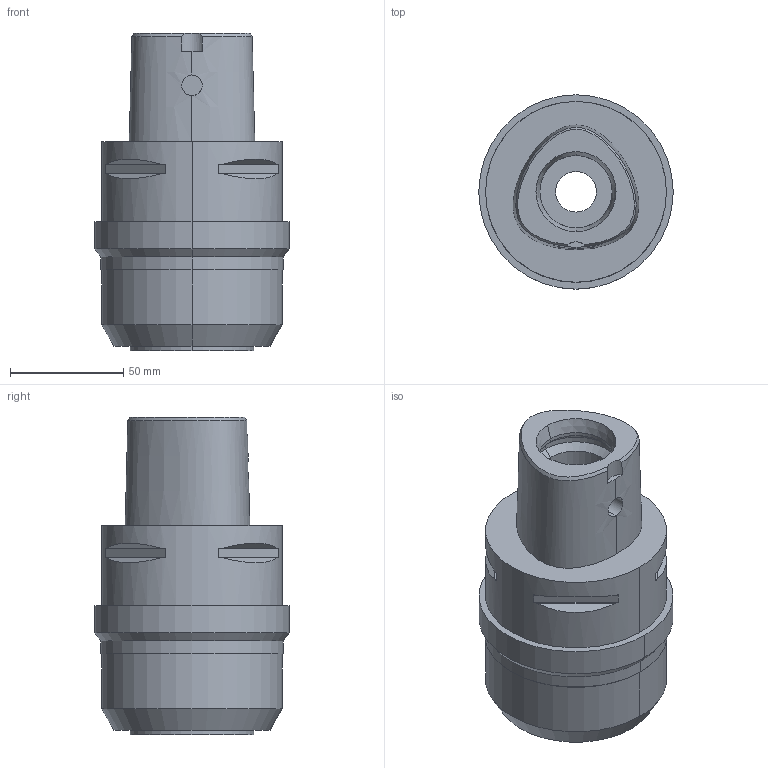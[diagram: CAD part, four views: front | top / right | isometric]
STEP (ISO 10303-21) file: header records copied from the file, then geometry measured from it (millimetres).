
FILE_DESCRIPTION((''),'2;1');
FILE_NAME('C8-MEGA32DS-90','2019-01-23T',('ykawabe'),(''),'CREO PARAMETRIC BY PTC INC, 2016380','CREO PARAMETRIC BY PTC INC, 2016380','');
FILE_SCHEMA(('AUTOMOTIVE_DESIGN { 1 0 10303 214 1 1 1 1 }'));
Length unit declared in the file: millimetre
Products named in the file (1): C8-MEGA32DS-90
Bounding box: 86 x 86 x 140.4 mm (x, y, z)
Volume: 464329.3 mm3; surface area: 55206.2 mm2
Topology: 1 solids, 1 shells, 69 faces, 154 edges, 95 vertices
Faces by surface type: plane 30, cylinder 25, cone 8, bspline 4, torus 2
Entity records: 3594 total; most frequent: CARTESIAN_POINT 1466, DIRECTION 334, ORIENTED_EDGE 308, PRESENTATION_STYLE_ASSIGNMENT 159, STYLED_ITEM 159, CURVE_STYLE 158, EDGE_CURVE 154, AXIS2_PLACEMENT_3D 136
